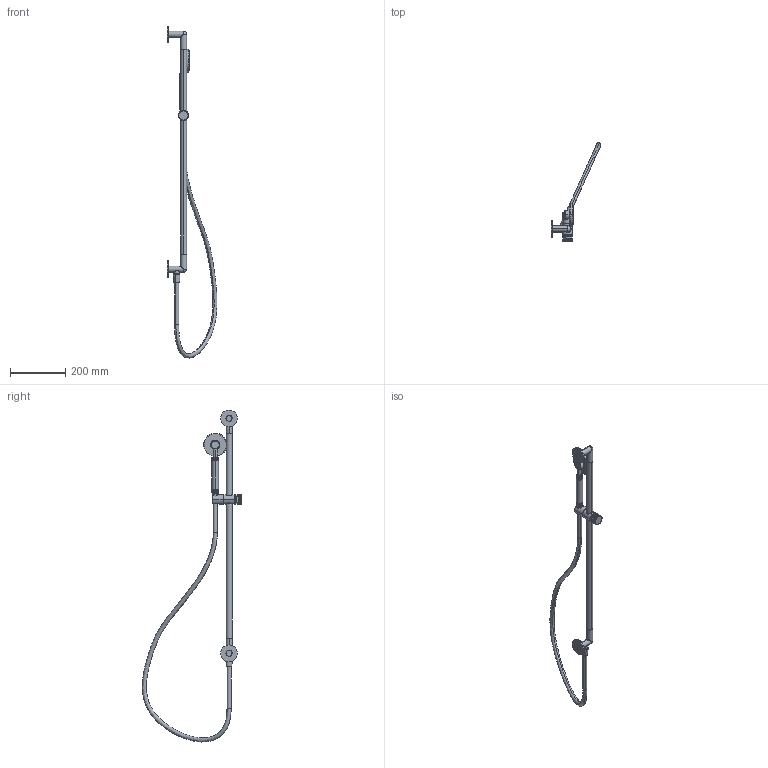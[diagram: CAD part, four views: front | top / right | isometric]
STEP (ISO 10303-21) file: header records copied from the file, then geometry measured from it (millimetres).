
FILE_DESCRIPTION((''),'2;1');
FILE_NAME('649510_ASM','2023-07-16T14:02:40',('dell'),(''),'CREO PARAMETRIC BY PTC INC, 2019224','CREO PARAMETRIC BY PTC INC, 2019224','');
FILE_SCHEMA(('CONFIG_CONTROL_DESIGN'));
Products named in the file (25): 649510-02; EVO-9510; EVO-9510-01; 649510-HOSE; S50-5_X2_624B630182B16D12_-2160; M4_X2_87BA4E1D_X0__ID74_X_T_1_2; M4_X2_87BA4E1D_X0__ID70_X_T_1_2; M4_X2_87BA4E1D_X0__ID66_X_T_1_2; S50-5_X2_624B630182B16D12_-2156; S50-5_X2_624B630182B16D12_-2155; S50-5_X2_624B630182B16D12_-2154; S50-5_X2_624B630182B16D12_-2153; S50-5_X2_624B630182B16D12_-2152; S50-5_X2_624B630182B16D12_-2151; S50-5_X2_624B630182B16D12_-2150; S50-5_X2_624B630182B16D12_-2149; S50-5_X2_624B630182B16D12_-2148; S50-5_X2_624B630182B16D12_-2147; S50-5_X2_624B630182B16D12_-2146; S50-5_X2_624B630182B16D12_-2145; S50-5_X2_624B630182B16D12_-2144; S50-5_X2_624B630182B16D12_-2143; S50-5_X2_624B630182B16D12_-2142; S50-5_X2_624B630182B16D12_X0__X_ASM; 649510_ASM
Assembly tree (24 placements, depth 3):
  649510_ASM
    649510-02
    EVO-9510
    EVO-9510-01
    649510-HOSE
    S50-5_X2_624B630182B16D12_X0__X_ASM
      S50-5_X2_624B630182B16D12_-2160
      M4_X2_87BA4E1D_X0__ID74_X_T_1_2
      M4_X2_87BA4E1D_X0__ID70_X_T_1_2
      M4_X2_87BA4E1D_X0__ID66_X_T_1_2
      S50-5_X2_624B630182B16D12_-2156
      S50-5_X2_624B630182B16D12_-2155
      S50-5_X2_624B630182B16D12_-2154
      S50-5_X2_624B630182B16D12_-2153
      S50-5_X2_624B630182B16D12_-2152
      S50-5_X2_624B630182B16D12_-2151
      S50-5_X2_624B630182B16D12_-2150
      S50-5_X2_624B630182B16D12_-2149
      S50-5_X2_624B630182B16D12_-2148
      S50-5_X2_624B630182B16D12_-2147
      S50-5_X2_624B630182B16D12_-2146
      S50-5_X2_624B630182B16D12_-2145
      S50-5_X2_624B630182B16D12_-2144
      S50-5_X2_624B630182B16D12_-2143
      S50-5_X2_624B630182B16D12_-2142
Bounding box: 180.75 x 359.55 x 1201.05 mm (x, y, z)
Volume: 812292.7 mm3; surface area: 282106.1 mm2
Topology: 22 solids, 25 shells, 2765 faces, 6777 edges, 4174 vertices
Faces by surface type: cylinder 1043, torus 930, plane 562, cone 197, bspline 27, sphere 6
Entity records: 107632 total; most frequent: CARTESIAN_POINT 39900, DIRECTION 15536, ORIENTED_EDGE 13456, EDGE_CURVE 6763, AXIS2_PLACEMENT_3D 6735, VERTEX_POINT 4174, CIRCLE 3929, EDGE_LOOP 3136
